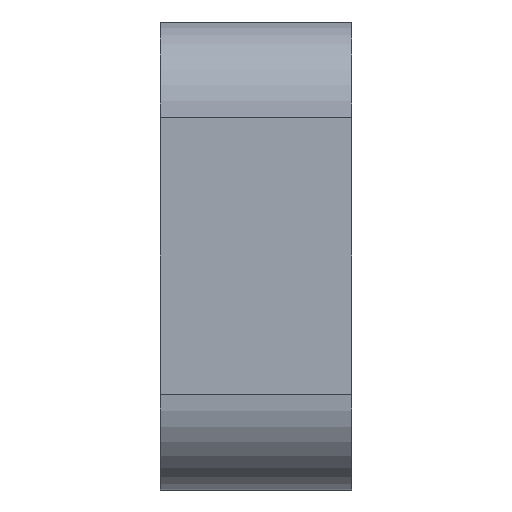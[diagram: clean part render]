
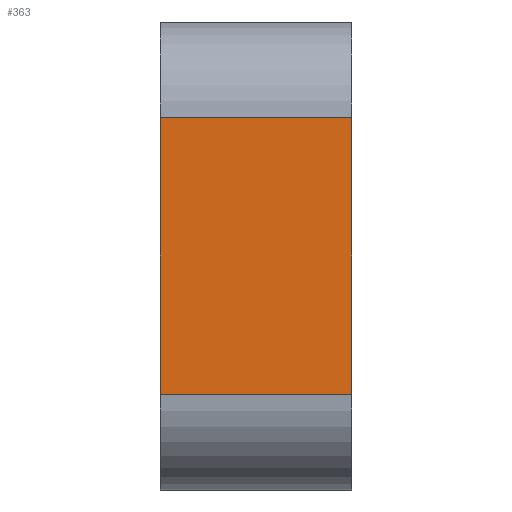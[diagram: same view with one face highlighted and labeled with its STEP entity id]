
A CAD part, left-side view. The second image highlights one B-rep face of the part: STEP entity #363.
In plain terms, the highlighted planar face has unit normal (-1, 0, 0).
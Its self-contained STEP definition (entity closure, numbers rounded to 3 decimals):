
#33 = CARTESIAN_POINT ( 'NONE',  ( 0., 4., 0. ) ) ;
#41 = PLANE ( 'NONE',  #276 ) ;
#43 = VECTOR ( 'NONE', #161, 1000. ) ;
#45 = CARTESIAN_POINT ( 'NONE',  ( 0., 4., -7.8 ) ) ;
#51 = LINE ( 'NONE', #45, #407 ) ;
#56 = CARTESIAN_POINT ( 'NONE',  ( 0., 0., -7.8 ) ) ;
#58 = VERTEX_POINT ( 'NONE', #56 ) ;
#70 = EDGE_CURVE ( 'NONE', #474, #58, #51, .T. ) ;
#73 = ORIENTED_EDGE ( 'NONE', *, *, #326, .T. ) ;
#82 = CARTESIAN_POINT ( 'NONE',  ( 0., 4., -7.8 ) ) ;
#101 = VECTOR ( 'NONE', #117, 1000. ) ;
#113 = LINE ( 'NONE', #33, #43 ) ;
#117 = DIRECTION ( 'NONE',  ( 0., 1., 0. ) ) ;
#131 = DIRECTION ( 'NONE',  ( 0., -1., 0. ) ) ;
#143 = CARTESIAN_POINT ( 'NONE',  ( 0., 4., 0. ) ) ;
#148 = LINE ( 'NONE', #406, #313 ) ;
#161 = DIRECTION ( 'NONE',  ( 0., 0., 1. ) ) ;
#187 = LINE ( 'NONE', #270, #101 ) ;
#214 = VERTEX_POINT ( 'NONE', #344 ) ;
#221 = ORIENTED_EDGE ( 'NONE', *, *, #311, .T. ) ;
#224 = DIRECTION ( 'NONE',  ( 1., 0., 0. ) ) ;
#237 = DIRECTION ( 'NONE',  ( 0., 0., 1. ) ) ;
#252 = ORIENTED_EDGE ( 'NONE', *, *, #274, .F. ) ;
#262 = EDGE_LOOP ( 'NONE', ( #73, #221, #252, #284 ) ) ;
#270 = CARTESIAN_POINT ( 'NONE',  ( 0., 4., -2. ) ) ;
#274 = EDGE_CURVE ( 'NONE', #474, #214, #113, .T. ) ;
#276 = AXIS2_PLACEMENT_3D ( 'NONE', #143, #224, #330 ) ;
#284 = ORIENTED_EDGE ( 'NONE', *, *, #70, .T. ) ;
#289 = FACE_OUTER_BOUND ( 'NONE', #262, .T. ) ;
#311 = EDGE_CURVE ( 'NONE', #373, #214, #187, .T. ) ;
#313 = VECTOR ( 'NONE', #237, 1000. ) ;
#326 = EDGE_CURVE ( 'NONE', #58, #373, #148, .T. ) ;
#330 = DIRECTION ( 'NONE',  ( 0., 0., -1. ) ) ;
#344 = CARTESIAN_POINT ( 'NONE',  ( 0., 4., -2. ) ) ;
#363 = ADVANCED_FACE ( 'NONE', ( #289 ), #41, .F. ) ;
#373 = VERTEX_POINT ( 'NONE', #410 ) ;
#406 = CARTESIAN_POINT ( 'NONE',  ( 0., 0., 0. ) ) ;
#407 = VECTOR ( 'NONE', #131, 1000. ) ;
#410 = CARTESIAN_POINT ( 'NONE',  ( 0., 0., -2. ) ) ;
#474 = VERTEX_POINT ( 'NONE', #82 ) ;
